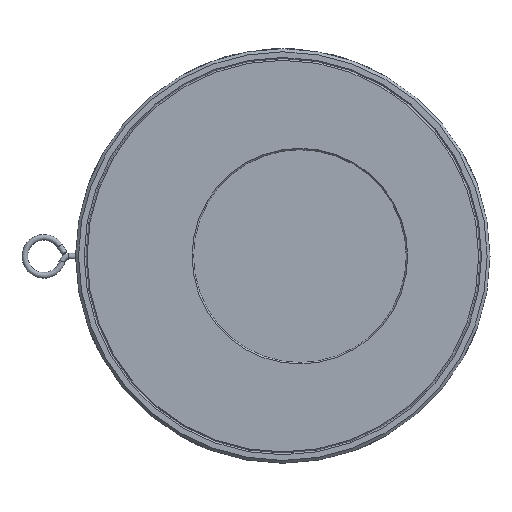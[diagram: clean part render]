
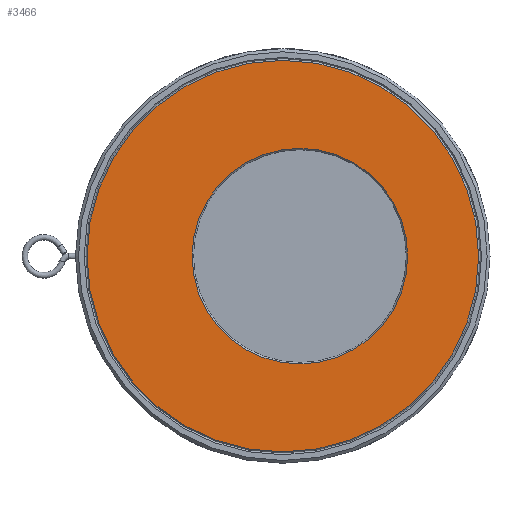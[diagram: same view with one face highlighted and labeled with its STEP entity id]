
A CAD part, left-side view. The second image highlights one B-rep face of the part: STEP entity #3466.
In plain terms, the highlighted planar face has unit normal (-1, 0, 0).
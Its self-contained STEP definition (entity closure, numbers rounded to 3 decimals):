
#47=FACE_BOUND('',#990,.T.);
#89=PLANE('',#3757);
#788=FACE_OUTER_BOUND('',#989,.T.);
#989=EDGE_LOOP('',(#2483));
#990=EDGE_LOOP('',(#2484));
#1308=CIRCLE('',#3752,76.);
#1312=CIRCLE('',#3758,138.);
#1482=VERTEX_POINT('',#5467);
#1486=VERTEX_POINT('',#5479);
#1865=EDGE_CURVE('',#1482,#1482,#1308,.T.);
#1871=EDGE_CURVE('',#1486,#1486,#1312,.T.);
#2483=ORIENTED_EDGE('',*,*,#1871,.T.);
#2484=ORIENTED_EDGE('',*,*,#1865,.F.);
#3466=ADVANCED_FACE('',(#788,#47),#89,.F.);
#3752=AXIS2_PLACEMENT_3D('',#5468,#4261,#4262);
#3757=AXIS2_PLACEMENT_3D('',#5478,#4273,#4274);
#3758=AXIS2_PLACEMENT_3D('',#5480,#4275,#4276);
#4261=DIRECTION('center_axis',(-1.,0.,0.));
#4262=DIRECTION('ref_axis',(0.,0.,-1.));
#4273=DIRECTION('center_axis',(1.,0.,0.));
#4274=DIRECTION('ref_axis',(0.,0.,-1.));
#4275=DIRECTION('center_axis',(-1.,0.,0.));
#4276=DIRECTION('ref_axis',(0.,0.,1.));
#5467=CARTESIAN_POINT('',(0.,-12.,76.));
#5468=CARTESIAN_POINT('Origin',(0.,-12.,0.));
#5478=CARTESIAN_POINT('Origin',(0.,0.,0.));
#5479=CARTESIAN_POINT('',(0.,0.,138.));
#5480=CARTESIAN_POINT('Origin',(0.,0.,0.));
